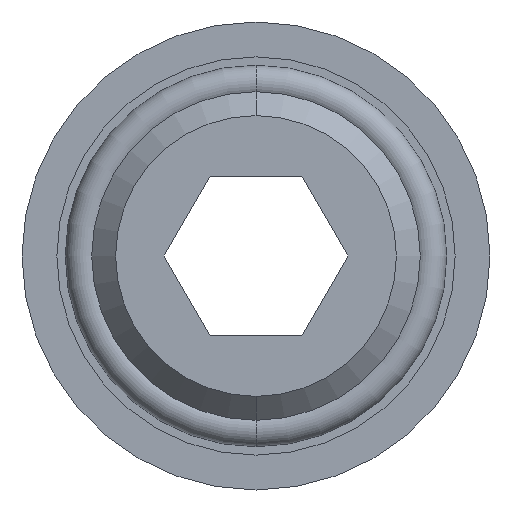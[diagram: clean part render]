
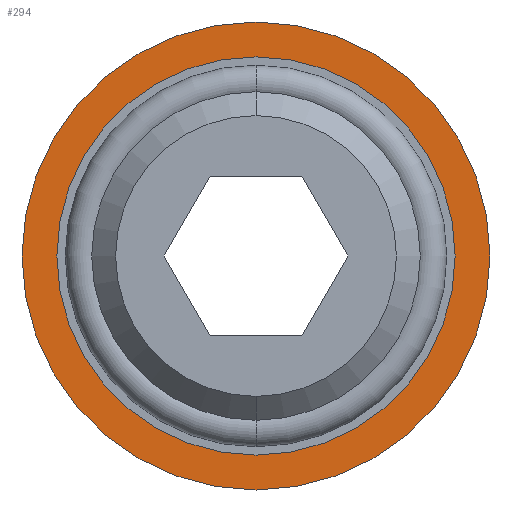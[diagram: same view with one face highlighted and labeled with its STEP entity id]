
A CAD part, front view. The second image highlights one B-rep face of the part: STEP entity #294.
In plain terms, the highlighted planar face has unit normal (0, -1, 0).
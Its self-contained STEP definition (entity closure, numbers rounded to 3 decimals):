
#113 = EDGE_CURVE ( 'NONE', #160, #159, #678, .T. ) ;
#145 = EDGE_CURVE ( 'NONE', #150, #198, #793, .T. ) ;
#150 = VERTEX_POINT ( 'NONE', #806 ) ;
#159 = VERTEX_POINT ( 'NONE', #766 ) ;
#160 = VERTEX_POINT ( 'NONE', #738 ) ;
#198 = VERTEX_POINT ( 'NONE', #936 ) ;
#239 = EDGE_CURVE ( 'NONE', #198, #150, #864, .T. ) ;
#268 = EDGE_LOOP ( 'NONE', ( #310, #311 ) ) ;
#277 = ORIENTED_EDGE ( 'NONE', *, *, #113, .F. ) ;
#294 = ADVANCED_FACE ( 'NONE', ( #1075, #1028 ), #1060, .T. ) ;
#302 = EDGE_LOOP ( 'NONE', ( #303, #277 ) ) ;
#303 = ORIENTED_EDGE ( 'NONE', *, *, #368, .F. ) ;
#310 = ORIENTED_EDGE ( 'NONE', *, *, #145, .T. ) ;
#311 = ORIENTED_EDGE ( 'NONE', *, *, #239, .T. ) ;
#368 = EDGE_CURVE ( 'NONE', #159, #160, #1139, .T. ) ;
#678 = CIRCLE ( 'NONE', #729, 10. ) ;
#708 = CARTESIAN_POINT ( 'NONE',  ( 0., 9., 0. ) ) ;
#710 = DIRECTION ( 'NONE',  ( 0., 0., -1. ) ) ;
#728 = DIRECTION ( 'NONE',  ( 0., -1., 0. ) ) ;
#729 = AXIS2_PLACEMENT_3D ( 'NONE', #708, #728, #710 ) ;
#738 = CARTESIAN_POINT ( 'NONE',  ( 0., 9., 10. ) ) ;
#766 = CARTESIAN_POINT ( 'NONE',  ( 0., 9., -10. ) ) ;
#793 = CIRCLE ( 'NONE', #812, 11.75 ) ;
#800 = CARTESIAN_POINT ( 'NONE',  ( 0., 9., 0. ) ) ;
#806 = CARTESIAN_POINT ( 'NONE',  ( 0., 9., -11.75 ) ) ;
#812 = AXIS2_PLACEMENT_3D ( 'NONE', #800, #815, #814 ) ;
#814 = DIRECTION ( 'NONE',  ( 0., 0., -1. ) ) ;
#815 = DIRECTION ( 'NONE',  ( 0., -1., 0. ) ) ;
#863 = AXIS2_PLACEMENT_3D ( 'NONE', #959, #958, #957 ) ;
#864 = CIRCLE ( 'NONE', #863, 11.75 ) ;
#936 = CARTESIAN_POINT ( 'NONE',  ( 0., 9., 11.75 ) ) ;
#957 = DIRECTION ( 'NONE',  ( 0., 0., -1. ) ) ;
#958 = DIRECTION ( 'NONE',  ( 0., -1., 0. ) ) ;
#959 = CARTESIAN_POINT ( 'NONE',  ( 0., 9., 0. ) ) ;
#1019 = DIRECTION ( 'NONE',  ( 0., -1., 0. ) ) ;
#1028 = FACE_BOUND ( 'NONE', #302, .T. ) ;
#1031 = AXIS2_PLACEMENT_3D ( 'NONE', #1116, #1106, #1105 ) ;
#1060 = PLANE ( 'NONE',  #1031 ) ;
#1075 = FACE_OUTER_BOUND ( 'NONE', #268, .T. ) ;
#1105 = DIRECTION ( 'NONE',  ( 0., 0., -1. ) ) ;
#1106 = DIRECTION ( 'NONE',  ( 0., -1., 0. ) ) ;
#1116 = CARTESIAN_POINT ( 'NONE',  ( 11.75, 9., 0. ) ) ;
#1137 = CARTESIAN_POINT ( 'NONE',  ( 0., 9., 0. ) ) ;
#1138 = AXIS2_PLACEMENT_3D ( 'NONE', #1137, #1019, #1207 ) ;
#1139 = CIRCLE ( 'NONE', #1138, 10. ) ;
#1207 = DIRECTION ( 'NONE',  ( 0., 0., -1. ) ) ;
